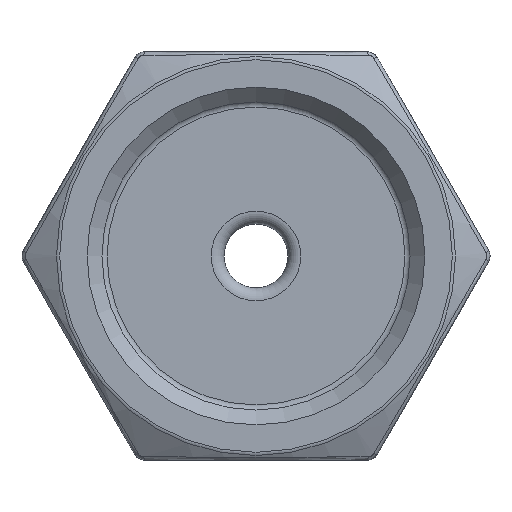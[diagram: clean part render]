
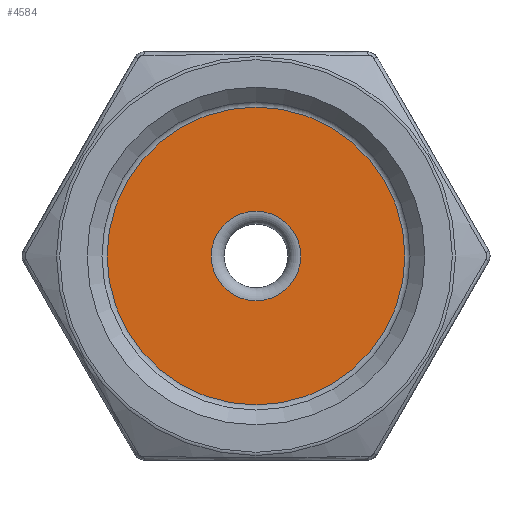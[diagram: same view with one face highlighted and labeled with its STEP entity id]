
A CAD part, left-side view. The second image highlights one B-rep face of the part: STEP entity #4584.
In plain terms, the highlighted planar face has unit normal (-1, 0, 0).
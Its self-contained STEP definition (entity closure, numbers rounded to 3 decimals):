
#243 = CARTESIAN_POINT ( 'NONE',  ( 16.1, 0., -3.5 ) ) ;
#800 = CIRCLE ( 'NONE', #13508, 11.659 ) ;
#839 = AXIS2_PLACEMENT_3D ( 'NONE', #12100, #8474, #6146 ) ;
#1940 = EDGE_CURVE ( 'NONE', #6429, #6429, #800, .T. ) ;
#3137 = FACE_OUTER_BOUND ( 'NONE', #12074, .T. ) ;
#4086 = VERTEX_POINT ( 'NONE', #243 ) ;
#4584 = ADVANCED_FACE ( 'NONE', ( #13792, #3137 ), #4816, .F. ) ;
#4816 = PLANE ( 'NONE',  #839 ) ;
#4888 = EDGE_LOOP ( 'NONE', ( #12940 ) ) ;
#6006 = DIRECTION ( 'NONE',  ( 0., 0., 1. ) ) ;
#6146 = DIRECTION ( 'NONE',  ( 0., 1., 0. ) ) ;
#6168 = CARTESIAN_POINT ( 'NONE',  ( 16.1, 0., 0. ) ) ;
#6220 = CARTESIAN_POINT ( 'NONE',  ( 16.1, 0., 0. ) ) ;
#6429 = VERTEX_POINT ( 'NONE', #14462 ) ;
#7386 = DIRECTION ( 'NONE',  ( 1., 0., 0. ) ) ;
#8474 = DIRECTION ( 'NONE',  ( 1., 0., 0. ) ) ;
#10245 = AXIS2_PLACEMENT_3D ( 'NONE', #6220, #7386, #12397 ) ;
#11742 = CIRCLE ( 'NONE', #10245, 3.5 ) ;
#12074 = EDGE_LOOP ( 'NONE', ( #14745 ) ) ;
#12100 = CARTESIAN_POINT ( 'NONE',  ( 16.1, 0., -12.158 ) ) ;
#12397 = DIRECTION ( 'NONE',  ( 0., 0., -1. ) ) ;
#12940 = ORIENTED_EDGE ( 'NONE', *, *, #15189, .T. ) ;
#13508 = AXIS2_PLACEMENT_3D ( 'NONE', #6168, #14433, #6006 ) ;
#13792 = FACE_BOUND ( 'NONE', #4888, .T. ) ;
#14433 = DIRECTION ( 'NONE',  ( 1., 0., 0. ) ) ;
#14462 = CARTESIAN_POINT ( 'NONE',  ( 16.1, 0., 11.659 ) ) ;
#14745 = ORIENTED_EDGE ( 'NONE', *, *, #1940, .F. ) ;
#15189 = EDGE_CURVE ( 'NONE', #4086, #4086, #11742, .T. ) ;
